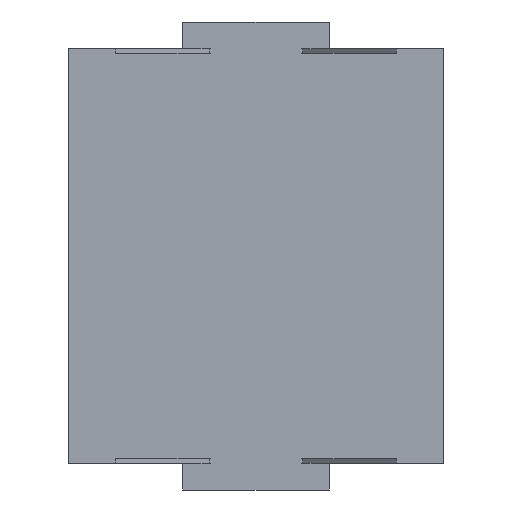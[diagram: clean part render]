
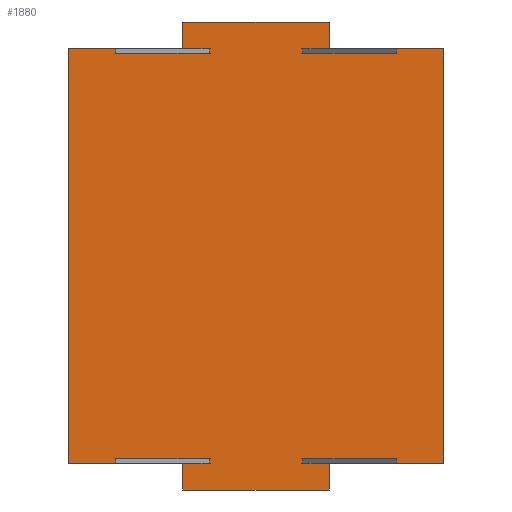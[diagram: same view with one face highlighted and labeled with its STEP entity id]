
A CAD part, front view. The second image highlights one B-rep face of the part: STEP entity #1880.
In plain terms, the highlighted planar face has unit normal (0, -1, 0).
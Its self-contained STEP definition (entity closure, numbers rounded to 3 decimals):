
#1105=CARTESIAN_POINT('POINT74',(-3.,-3.,-4.43));
#1106=VERTEX_POINT('VERTEX74',#1105);
#1122=CARTESIAN_POINT('POINT76',(-3.,-3.,-4.33));
#1123=VERTEX_POINT('VERTEX76',#1122);
#1130=CARTESIAN_POINT('POS138',(-3.,-3.,-2.215));
#1131=DIRECTION('DIR180',(0.,0.,1.));
#1132=VECTOR('VEC96',#1131,1.);
#1133=LINE('STRAIGHT96',#1130,#1132);
#1134=EDGE_CURVE('EDGE110',#1123,#1106,#1133,.F.);
#1144=CARTESIAN_POINT('POINT77',(-4.,-3.,-4.43));
#1145=VERTEX_POINT('VERTEX77',#1144);
#1146=CARTESIAN_POINT('POS140',(0.785,-3.,-4.43));
#1147=DIRECTION('DIR183',(1.,0.,0.));
#1148=VECTOR('VEC97',#1147,1.);
#1149=LINE('STRAIGHT97',#1146,#1148);
#1150=EDGE_CURVE('EDGE111',#1106,#1145,#1149,.F.);
#1170=CARTESIAN_POINT('POINT78',(-4.,-3.,4.43));
#1171=VERTEX_POINT('VERTEX78',#1170);
#1172=CARTESIAN_POINT('POS143',(-4.,-3.,-2.5));
#1173=DIRECTION('DIR186',(0.,0.,1.));
#1174=VECTOR('VEC100',#1173,1.);
#1175=LINE('STRAIGHT100',#1172,#1174);
#1176=EDGE_CURVE('EDGE114',#1171,#1145,#1175,.F.);
#1205=CARTESIAN_POINT('POINT80',(-3.,-3.,4.43));
#1206=VERTEX_POINT('VERTEX80',#1205);
#1207=CARTESIAN_POINT('POS147',(0.785,-3.,4.43));
#1208=DIRECTION('DIR191',(1.,0.,0.));
#1209=VECTOR('VEC103',#1208,1.);
#1210=LINE('STRAIGHT103',#1207,#1209);
#1211=EDGE_CURVE('EDGE117',#1206,#1171,#1210,.F.);
#1222=CARTESIAN_POINT('POINT81',(-3.,-3.,4.33));
#1223=VERTEX_POINT('VERTEX81',#1222);
#1238=CARTESIAN_POINT('POS151',(-3.,-3.,2.215));
#1239=DIRECTION('DIR195',(0.,0.,-1.));
#1240=VECTOR('VEC107',#1239,1.);
#1241=LINE('STRAIGHT107',#1238,#1240);
#1242=EDGE_CURVE('EDGE121',#1223,#1206,#1241,.F.);
#1252=CARTESIAN_POINT('POINT82',(-1.,-3.,4.43));
#1253=VERTEX_POINT('VERTEX82',#1252);
#1270=CARTESIAN_POINT('POINT85',(-1.,-3.,4.33));
#1271=VERTEX_POINT('VERTEX85',#1270);
#1278=CARTESIAN_POINT('POS156',(-1.,-3.,2.165));
#1279=DIRECTION('DIR201',(0.,0.,1.));
#1280=VECTOR('VEC111',#1279,1.);
#1281=LINE('STRAIGHT111',#1278,#1280);
#1282=EDGE_CURVE('EDGE125',#1253,#1271,#1281,.F.);
#1292=CARTESIAN_POINT('POINT86',(-1.57,-3.,4.43));
#1293=VERTEX_POINT('VERTEX86',#1292);
#1294=CARTESIAN_POINT('POINT87',(-1.57,-3.,5.));
#1295=VERTEX_POINT('VERTEX87',#1294);
#1296=CARTESIAN_POINT('POS158',(-1.57,-3.,2.5));
#1297=DIRECTION('DIR204',(0.,0.,-1.));
#1298=VECTOR('VEC112',#1297,1.);
#1299=LINE('STRAIGHT112',#1296,#1298);
#1300=EDGE_CURVE('EDGE126',#1293,#1295,#1299,.F.);
#1333=CARTESIAN_POINT('POINT88',(1.57,-3.,5.));
#1334=VERTEX_POINT('VERTEX88',#1333);
#1335=CARTESIAN_POINT('POS163',(-2.,-3.,5.));
#1336=DIRECTION('DIR210',(1.,0.,0.));
#1337=VECTOR('VEC116',#1336,1.);
#1338=LINE('STRAIGHT116',#1335,#1337);
#1339=EDGE_CURVE('EDGE130',#1334,#1295,#1338,.F.);
#1358=CARTESIAN_POINT('POINT89',(1.57,-3.,4.43));
#1359=VERTEX_POINT('VERTEX89',#1358);
#1360=CARTESIAN_POINT('POS166',(1.57,-3.,2.5));
#1361=DIRECTION('DIR214',(0.,0.,-1.));
#1362=VECTOR('VEC118',#1361,1.);
#1363=LINE('STRAIGHT118',#1360,#1362);
#1364=EDGE_CURVE('EDGE132',#1359,#1334,#1363,.F.);
#1395=CARTESIAN_POINT('POINT91',(1.,-3.,4.43));
#1396=VERTEX_POINT('VERTEX91',#1395);
#1397=CARTESIAN_POINT('POS171',(0.785,-3.,4.43));
#1398=DIRECTION('DIR220',(1.,0.,0.));
#1399=VECTOR('VEC122',#1398,1.);
#1400=LINE('STRAIGHT122',#1397,#1399);
#1401=EDGE_CURVE('EDGE136',#1359,#1396,#1400,.F.);
#1410=CARTESIAN_POINT('POS173',(0.785,-3.,4.43));
#1411=DIRECTION('DIR222',(1.,0.,0.));
#1412=VECTOR('VEC124',#1411,1.);
#1413=LINE('STRAIGHT124',#1410,#1412);
#1414=EDGE_CURVE('EDGE138',#1293,#1253,#1413,.T.);
#1434=CARTESIAN_POINT('POINT92',(1.,-3.,4.33));
#1435=VERTEX_POINT('VERTEX92',#1434);
#1436=CARTESIAN_POINT('POS175',(1.,-3.,2.165));
#1437=DIRECTION('DIR224',(0.,0.,1.));
#1438=VECTOR('VEC126',#1437,1.);
#1439=LINE('STRAIGHT126',#1436,#1438);
#1440=EDGE_CURVE('EDGE140',#1396,#1435,#1439,.F.);
#1460=CARTESIAN_POINT('POS178',(-1.5,-3.,4.33));
#1461=DIRECTION('DIR228',(-1.,0.,0.));
#1462=VECTOR('VEC128',#1461,1.);
#1463=LINE('STRAIGHT128',#1460,#1462);
#1464=EDGE_CURVE('EDGE142',#1271,#1223,#1463,.T.);
#1468=CARTESIAN_POINT('POINT93',(3.,-3.,4.33));
#1469=VERTEX_POINT('VERTEX93',#1468);
#1470=CARTESIAN_POINT('POS179',(-1.5,-3.,4.33));
#1471=DIRECTION('DIR229',(-1.,0.,0.));
#1472=VECTOR('VEC129',#1471,1.);
#1473=LINE('STRAIGHT129',#1470,#1472);
#1474=EDGE_CURVE('EDGE143',#1435,#1469,#1473,.F.);
#1495=CARTESIAN_POINT('POINT94',(3.,-3.,4.43));
#1496=VERTEX_POINT('VERTEX94',#1495);
#1497=CARTESIAN_POINT('POS182',(3.,-3.,2.215));
#1498=DIRECTION('DIR233',(0.,0.,-1.));
#1499=VECTOR('VEC131',#1498,1.);
#1500=LINE('STRAIGHT131',#1497,#1499);
#1501=EDGE_CURVE('EDGE145',#1469,#1496,#1500,.F.);
#1521=CARTESIAN_POINT('POINT95',(4.,-3.,4.43));
#1522=VERTEX_POINT('VERTEX95',#1521);
#1523=CARTESIAN_POINT('POS185',(0.785,-3.,4.43));
#1524=DIRECTION('DIR237',(1.,0.,0.));
#1525=VECTOR('VEC133',#1524,1.);
#1526=LINE('STRAIGHT133',#1523,#1525);
#1527=EDGE_CURVE('EDGE147',#1496,#1522,#1526,.T.);
#1542=CARTESIAN_POINT('POINT96',(4.,-3.,-4.43));
#1543=VERTEX_POINT('VERTEX96',#1542);
#1544=CARTESIAN_POINT('POS187',(4.,-3.,2.5));
#1545=DIRECTION('DIR239',(0.,0.,-1.));
#1546=VECTOR('VEC135',#1545,1.);
#1547=LINE('STRAIGHT135',#1544,#1546);
#1548=EDGE_CURVE('EDGE149',#1543,#1522,#1547,.F.);
#1566=CARTESIAN_POINT('POINT97',(3.,-3.,-4.43));
#1567=VERTEX_POINT('VERTEX97',#1566);
#1568=CARTESIAN_POINT('POS190',(0.785,-3.,-4.43));
#1569=DIRECTION('DIR243',(1.,0.,0.));
#1570=VECTOR('VEC137',#1569,1.);
#1571=LINE('STRAIGHT137',#1568,#1570);
#1572=EDGE_CURVE('EDGE151',#1567,#1543,#1571,.T.);
#1599=CARTESIAN_POINT('POINT99',(3.,-3.,-4.33));
#1600=VERTEX_POINT('VERTEX99',#1599);
#1601=CARTESIAN_POINT('POS194',(3.,-3.,-2.215));
#1602=DIRECTION('DIR247',(0.,0.,1.));
#1603=VECTOR('VEC141',#1602,1.);
#1604=LINE('STRAIGHT141',#1601,#1603);
#1605=EDGE_CURVE('EDGE155',#1600,#1567,#1604,.F.);
#1622=CARTESIAN_POINT('POINT100',(1.,-3.,-4.33));
#1623=VERTEX_POINT('VERTEX100',#1622);
#1632=CARTESIAN_POINT('POINT102',(1.,-3.,-4.43));
#1633=VERTEX_POINT('VERTEX102',#1632);
#1634=CARTESIAN_POINT('POS198',(1.,-3.,-2.165));
#1635=DIRECTION('DIR252',(0.,0.,-1.));
#1636=VECTOR('VEC144',#1635,1.);
#1637=LINE('STRAIGHT144',#1634,#1636);
#1638=EDGE_CURVE('EDGE158',#1633,#1623,#1637,.F.);
#1663=CARTESIAN_POINT('POINT104',(1.57,-3.,-4.43));
#1664=VERTEX_POINT('VERTEX104',#1663);
#1671=CARTESIAN_POINT('POINT105',(1.57,-3.,-5.));
#1672=VERTEX_POINT('VERTEX105',#1671);
#1673=CARTESIAN_POINT('POS203',(1.57,-3.,-2.5));
#1674=DIRECTION('DIR258',(0.,0.,1.));
#1675=VECTOR('VEC148',#1674,1.);
#1676=LINE('STRAIGHT148',#1673,#1675);
#1677=EDGE_CURVE('EDGE162',#1664,#1672,#1676,.F.);
#1701=CARTESIAN_POINT('POINT106',(-1.57,-3.,-5.));
#1702=VERTEX_POINT('VERTEX106',#1701);
#1703=CARTESIAN_POINT('POS207',(2.,-3.,-5.));
#1704=DIRECTION('DIR263',(-1.,0.,0.));
#1705=VECTOR('VEC151',#1704,1.);
#1706=LINE('STRAIGHT151',#1703,#1705);
#1707=EDGE_CURVE('EDGE165',#1702,#1672,#1706,.F.);
#1735=CARTESIAN_POINT('POINT107',(-1.57,-3.,-4.43));
#1736=VERTEX_POINT('VERTEX107',#1735);
#1737=CARTESIAN_POINT('POS211',(-1.57,-3.,-2.5));
#1738=DIRECTION('DIR268',(0.,0.,1.));
#1739=VECTOR('VEC154',#1738,1.);
#1740=LINE('STRAIGHT154',#1737,#1739);
#1741=EDGE_CURVE('EDGE168',#1736,#1702,#1740,.F.);
#1761=CARTESIAN_POINT('POINT108',(-1.,-3.,-4.43));
#1762=VERTEX_POINT('VERTEX108',#1761);
#1763=CARTESIAN_POINT('POS214',(0.785,-3.,-4.43));
#1764=DIRECTION('DIR272',(1.,0.,0.));
#1765=VECTOR('VEC156',#1764,1.);
#1766=LINE('STRAIGHT156',#1763,#1765);
#1767=EDGE_CURVE('EDGE170',#1736,#1762,#1766,.T.);
#1776=CARTESIAN_POINT('POS216',(0.785,-3.,-4.43));
#1777=DIRECTION('DIR274',(1.,0.,0.));
#1778=VECTOR('VEC158',#1777,1.);
#1779=LINE('STRAIGHT158',#1776,#1778);
#1780=EDGE_CURVE('EDGE172',#1664,#1633,#1779,.F.);
#1791=CARTESIAN_POINT('POINT109',(-1.,-3.,-4.33));
#1792=VERTEX_POINT('VERTEX109',#1791);
#1801=CARTESIAN_POINT('POS218',(-1.,-3.,-2.165));
#1802=DIRECTION('DIR276',(0.,0.,-1.));
#1803=VECTOR('VEC160',#1802,1.);
#1804=LINE('STRAIGHT160',#1801,#1803);
#1805=EDGE_CURVE('EDGE174',#1762,#1792,#1804,.F.);
#1815=CARTESIAN_POINT('POS220',(-1.5,-3.,-4.33));
#1816=DIRECTION('DIR279',(-1.,0.,0.));
#1817=VECTOR('VEC161',#1816,1.);
#1818=LINE('STRAIGHT161',#1815,#1817);
#1819=EDGE_CURVE('EDGE175',#1623,#1600,#1818,.F.);
#1823=CARTESIAN_POINT('POS221',(-1.5,-3.,-4.33));
#1824=DIRECTION('DIR280',(-1.,0.,0.));
#1825=VECTOR('VEC162',#1824,1.);
#1826=LINE('STRAIGHT162',#1823,#1825);
#1827=EDGE_CURVE('EDGE176',#1792,#1123,#1826,.T.);
#1845=ORIENTED_EDGE('COEDGE325',*,*,#1827,.F.);
#1846=ORIENTED_EDGE('COEDGE326',*,*,#1805,.F.);
#1847=ORIENTED_EDGE('COEDGE327',*,*,#1767,.F.);
#1848=ORIENTED_EDGE('COEDGE328',*,*,#1741,.T.);
#1849=ORIENTED_EDGE('COEDGE329',*,*,#1707,.T.);
#1850=ORIENTED_EDGE('COEDGE330',*,*,#1677,.F.);
#1851=ORIENTED_EDGE('COEDGE331',*,*,#1780,.T.);
#1852=ORIENTED_EDGE('COEDGE332',*,*,#1638,.T.);
#1853=ORIENTED_EDGE('COEDGE333',*,*,#1819,.T.);
#1854=ORIENTED_EDGE('COEDGE334',*,*,#1605,.T.);
#1855=ORIENTED_EDGE('COEDGE335',*,*,#1572,.T.);
#1856=ORIENTED_EDGE('COEDGE336',*,*,#1548,.T.);
#1857=ORIENTED_EDGE('COEDGE337',*,*,#1527,.F.);
#1858=ORIENTED_EDGE('COEDGE338',*,*,#1501,.F.);
#1859=ORIENTED_EDGE('COEDGE339',*,*,#1474,.F.);
#1860=ORIENTED_EDGE('COEDGE340',*,*,#1440,.F.);
#1861=ORIENTED_EDGE('COEDGE341',*,*,#1401,.F.);
#1862=ORIENTED_EDGE('COEDGE342',*,*,#1364,.T.);
#1863=ORIENTED_EDGE('COEDGE343',*,*,#1339,.T.);
#1864=ORIENTED_EDGE('COEDGE344',*,*,#1300,.F.);
#1865=ORIENTED_EDGE('COEDGE345',*,*,#1414,.T.);
#1866=ORIENTED_EDGE('COEDGE346',*,*,#1282,.T.);
#1867=ORIENTED_EDGE('COEDGE347',*,*,#1464,.T.);
#1868=ORIENTED_EDGE('COEDGE348',*,*,#1242,.T.);
#1869=ORIENTED_EDGE('COEDGE349',*,*,#1211,.T.);
#1870=ORIENTED_EDGE('COEDGE350',*,*,#1176,.T.);
#1871=ORIENTED_EDGE('COEDGE351',*,*,#1150,.F.);
#1872=ORIENTED_EDGE('COEDGE352',*,*,#1134,.F.);
#1873=EDGE_LOOP('NONE',(#1845,#1846,#1847,#1848,#1849,#1850,#1851,#1852,
   #1853,#1854,#1855,#1856,#1857,#1858,#1859,#1860,#1861,#1862,#1863,
   #1864,#1865,#1866,#1867,#1868,#1869,#1870,#1871,#1872));
#1874=FACE_BOUND('LOOP1',#1873,.T.);
#1875=CARTESIAN_POINT('POS223',(0.,-3.,0.));
#1876=DIRECTION('DIR283',(0.,1.,0.));
#1877=DIRECTION('DIR284',(1.,0.,0.));
#1878=AXIS2_PLACEMENT_3D('AXIS61',#1875,#1876,#1877);
#1879=PLANE('PLANE44',#1878);
#1880=ADVANCED_FACE('FACE59',(#1874),#1879,.F.);
